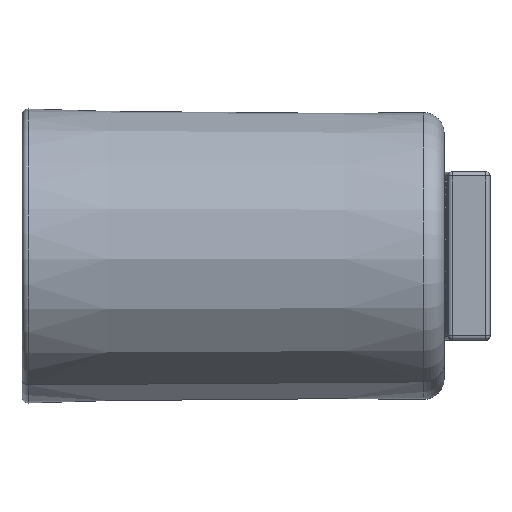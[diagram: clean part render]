
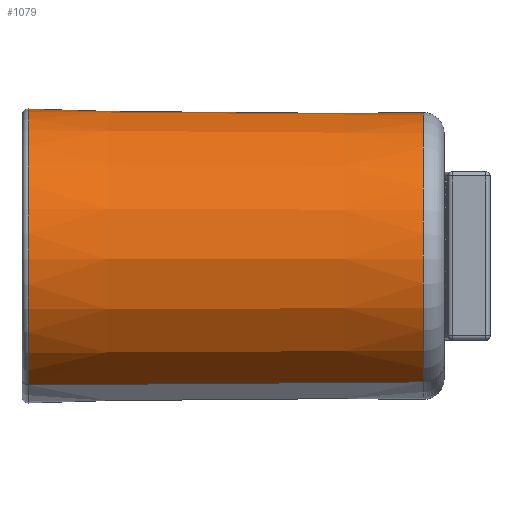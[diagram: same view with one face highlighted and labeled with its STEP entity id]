
A CAD part, top view. The second image highlights one B-rep face of the part: STEP entity #1079.
In plain terms, the highlighted conical face has half-angle 0.5 degrees and reference radius 34.179 mm.
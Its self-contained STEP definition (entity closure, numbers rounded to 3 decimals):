
#1015=CARTESIAN_POINT('Vertex',(16.78,-30.715,98.987)) ;
#1022=CARTESIAN_POINT('Vertex',(-16.78,30.715,98.987)) ;
#1037=CARTESIAN_POINT('Axis2P3D Location',(0.,0.,98.987)) ;
#1049=CARTESIAN_POINT('Axis2P3D Location',(0.,0.,4.956)) ;
#1054=CARTESIAN_POINT('Line Origine',(-16.583,30.355,51.972)) ;
#1058=CARTESIAN_POINT('Vertex',(-16.386,29.995,4.956)) ;
#1061=CARTESIAN_POINT('Line Origine',(16.583,-30.355,51.972)) ;
#1065=CARTESIAN_POINT('Vertex',(16.386,-29.995,4.956)) ;
#1068=CARTESIAN_POINT('Axis2P3D Location',(0.,0.,4.956)) ;
#1056=VECTOR('Line Direction',#1055,1.) ;
#1063=VECTOR('Line Direction',#1062,1.) ;
#1038=DIRECTION('Axis2P3D Direction',(0.,0.,1.)) ;
#1050=DIRECTION('Axis2P3D Direction',(0.,0.,1.)) ;
#1051=DIRECTION('Axis2P3D XDirection',(0.479,-0.878,0.)) ;
#1055=DIRECTION('Vector Direction',(-0.004,0.008,1.)) ;
#1062=DIRECTION('Vector Direction',(0.004,-0.008,1.)) ;
#1069=DIRECTION('Axis2P3D Direction',(0.,0.,1.)) ;
#1039=AXIS2_PLACEMENT_3D('Circle Axis2P3D',#1037,#1038,$) ;
#1052=AXIS2_PLACEMENT_3D('Cone Axis2P3D',#1049,#1050,#1051) ;
#1070=AXIS2_PLACEMENT_3D('Circle Axis2P3D',#1068,#1069,$) ;
#1057=LINE('Line',#1054,#1056) ;
#1064=LINE('Line',#1061,#1063) ;
#1040=CIRCLE('generated circle',#1039,35.) ;
#1071=CIRCLE('generated circle',#1070,34.179) ;
#1053=CONICAL_SURFACE('Cone',#1052,34.179,0.009) ;
#1041=EDGE_CURVE('',#1016,#1023,#1040,.T.) ;
#1060=EDGE_CURVE('',#1059,#1023,#1057,.T.) ;
#1067=EDGE_CURVE('',#1066,#1016,#1064,.T.) ;
#1072=EDGE_CURVE('',#1066,#1059,#1071,.T.) ;
#1074=ORIENTED_EDGE('',*,*,#1060,.T.) ;
#1075=ORIENTED_EDGE('',*,*,#1041,.F.) ;
#1076=ORIENTED_EDGE('',*,*,#1067,.F.) ;
#1077=ORIENTED_EDGE('',*,*,#1072,.T.) ;
#1073=EDGE_LOOP('',(#1074,#1075,#1076,#1077)) ;
#1016=VERTEX_POINT('',#1015) ;
#1023=VERTEX_POINT('',#1022) ;
#1059=VERTEX_POINT('',#1058) ;
#1066=VERTEX_POINT('',#1065) ;
#1079=ADVANCED_FACE('Hauptk\X2\00F6\X0\rper',(#1078),#1053,.T.) ;
#1078=FACE_OUTER_BOUND('',#1073,.T.) ;
